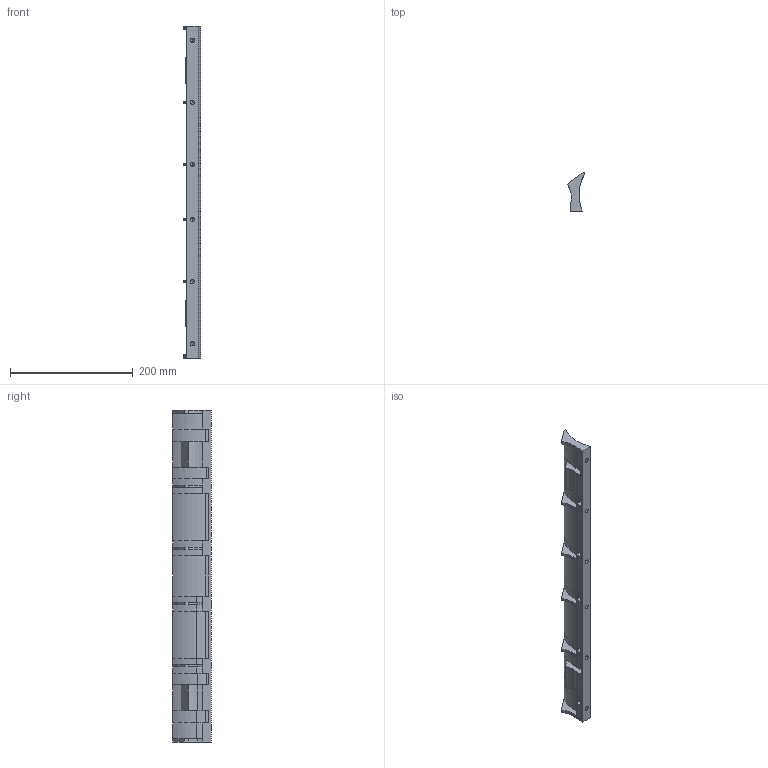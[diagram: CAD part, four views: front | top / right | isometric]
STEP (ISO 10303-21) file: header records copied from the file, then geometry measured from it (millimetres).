
FILE_DESCRIPTION (( 'STEP AP214' ), '1' );
FILE_NAME ('TMA JEANNE MODIFICATION REELLEstep.STEP13.STEP', '2023-03-23T11:02:22', ( '' ), ( '' ), 'SwSTEP 2.0', 'SolidWorks 2022', '' );
FILE_SCHEMA (( 'AUTOMOTIVE_DESIGN' ));
Length unit declared in the file: millimetre
Products named in the file (1): TMA JEANNE MODIFICATION REELLEstep.STEP13
Bounding box: 27.68 x 63 x 540 mm (x, y, z)
Volume: 226803.2 mm3; surface area: 96274.8 mm2
Topology: 1 solids, 1 shells, 152 faces, 388 edges, 232 vertices
Faces by surface type: plane 87, cylinder 53, cone 12
Entity records: 4634 total; most frequent: DIRECTION 818, CARTESIAN_POINT 761, ORIENTED_EDGE 752, EDGE_CURVE 376, AXIS2_PLACEMENT_3D 289, LINE 240, VECTOR 240, VERTEX_POINT 232
